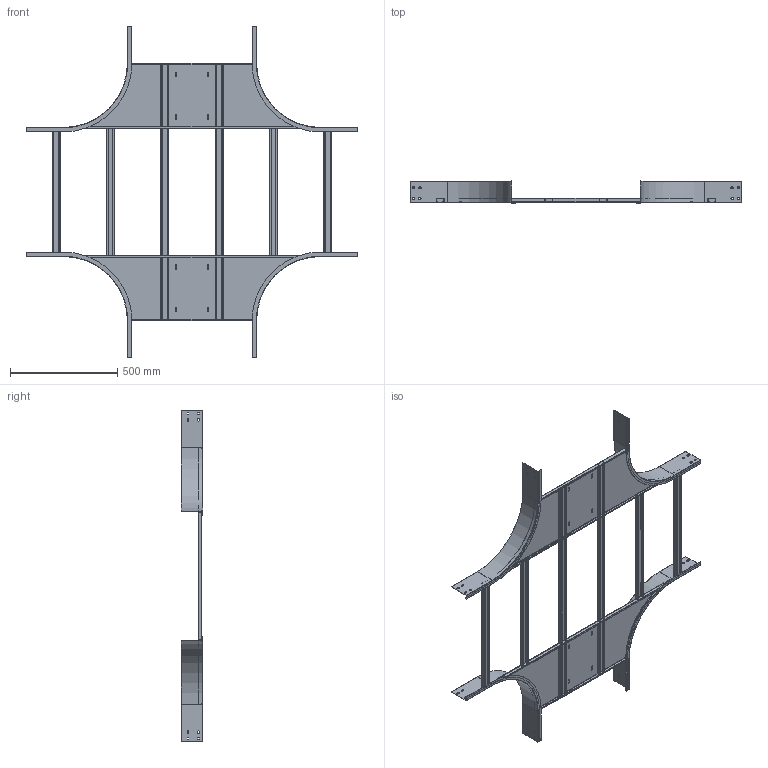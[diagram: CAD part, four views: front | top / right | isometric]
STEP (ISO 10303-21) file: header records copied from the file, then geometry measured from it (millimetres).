
FILE_DESCRIPTION (( 'STEP AP203' ), '1' );
FILE_NAME ('Õ-îòâåòâèòåëü R300_LX1306.step', '2012-12-19T08:52:56', ( 'Àñååâ' ), ( '' ), 'SwSTEP 2.0', 'SolidWorks 2012', '' );
FILE_SCHEMA (( 'CONFIG_CONTROL_DESIGN' ));
Length unit declared in the file: millimetre
Products named in the file (1): Õ-îòâåòâèòåëü R300_LX1306
Bounding box: 1546 x 100 x 1545.2 mm (x, y, z)
Volume: 1399650.2 mm3; surface area: 2590501 mm2
Topology: 12 solids, 12 shells, 536 faces, 1312 edges, 800 vertices
Faces by surface type: plane 368, cylinder 160, torus 8
Entity records: 15771 total; most frequent: CARTESIAN_POINT 2793, DIRECTION 2690, ORIENTED_EDGE 2624, EDGE_CURVE 1312, LINE 976, VECTOR 976, AXIS2_PLACEMENT_3D 857, VERTEX_POINT 800
